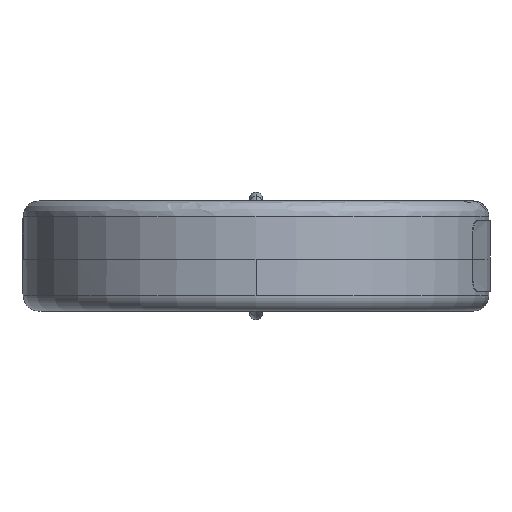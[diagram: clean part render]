
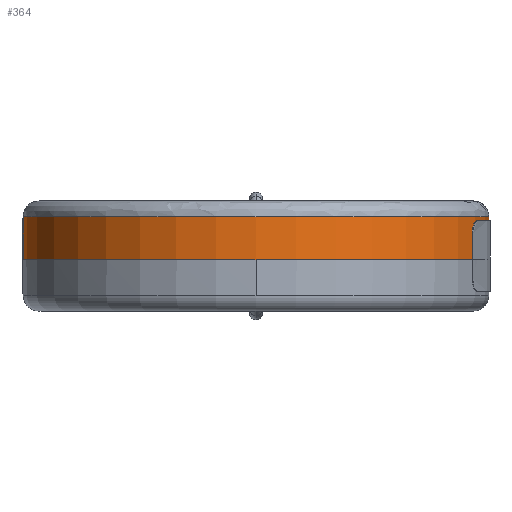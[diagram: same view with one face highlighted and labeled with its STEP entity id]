
A CAD part, front view. The second image highlights one B-rep face of the part: STEP entity #364.
In plain terms, the highlighted cylindrical face has radius 59.034 mm (diameter 118.068 mm), a partial arc.
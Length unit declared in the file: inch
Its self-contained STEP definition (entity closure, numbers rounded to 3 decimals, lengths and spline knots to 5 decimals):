
#13 = CARTESIAN_POINT ( 'NONE',  ( 0., 0., -0.035 ) ) ;
#143 = CARTESIAN_POINT ( 'NONE',  ( -2.32418, 0., 0.55 ) ) ;
#205 = DIRECTION ( 'NONE',  ( 0., 0., -1. ) ) ;
#217 = ORIENTED_EDGE ( 'NONE', *, *, #3049, .T. ) ;
#364 = ADVANCED_FACE ( 'NONE', ( #1101 ), #3983, .T. ) ;
#604 = EDGE_CURVE ( 'NONE', #4012, #4098, #1900, .T. ) ;
#746 = DIRECTION ( 'NONE',  ( -1., 0., 0. ) ) ;
#856 = CARTESIAN_POINT ( 'NONE',  ( 2.32418, 0., 0.39252 ) ) ;
#937 = EDGE_CURVE ( 'NONE', #2609, #4098, #2358, .T. ) ;
#1015 = CARTESIAN_POINT ( 'NONE',  ( -2.32418, 0., -0.035 ) ) ;
#1101 = FACE_OUTER_BOUND ( 'NONE', #1227, .T. ) ;
#1227 = EDGE_LOOP ( 'NONE', ( #2018, #2852, #217, #2209 ) ) ;
#1454 = VECTOR ( 'NONE', #205, 39.37008 ) ;
#1483 = CIRCLE ( 'NONE', #2276, 2.32418 ) ;
#1567 = DIRECTION ( 'NONE',  ( -1., 0., 0. ) ) ;
#1900 = LINE ( 'NONE', #3038, #1454 ) ;
#1996 = DIRECTION ( 'NONE',  ( 0., 0., -1. ) ) ;
#2018 = ORIENTED_EDGE ( 'NONE', *, *, #604, .F. ) ;
#2081 = VECTOR ( 'NONE', #3930, 39.37008 ) ;
#2209 = ORIENTED_EDGE ( 'NONE', *, *, #937, .T. ) ;
#2224 = VERTEX_POINT ( 'NONE', #4024 ) ;
#2276 = AXIS2_PLACEMENT_3D ( 'NONE', #3287, #1996, #746 ) ;
#2358 = CIRCLE ( 'NONE', #3099, 2.32418 ) ;
#2543 = DIRECTION ( 'NONE',  ( 0., 0., 1. ) ) ;
#2609 = VERTEX_POINT ( 'NONE', #1015 ) ;
#2699 = CARTESIAN_POINT ( 'NONE',  ( 0., 0., 0.55 ) ) ;
#2852 = ORIENTED_EDGE ( 'NONE', *, *, #3443, .T. ) ;
#3038 = CARTESIAN_POINT ( 'NONE',  ( 2.32418, 0., 0.55 ) ) ;
#3042 = CARTESIAN_POINT ( 'NONE',  ( 2.32418, 0., -0.035 ) ) ;
#3049 = EDGE_CURVE ( 'NONE', #2224, #2609, #3135, .T. ) ;
#3099 = AXIS2_PLACEMENT_3D ( 'NONE', #13, #2543, #1567 ) ;
#3135 = LINE ( 'NONE', #143, #2081 ) ;
#3287 = CARTESIAN_POINT ( 'NONE',  ( 0., 0., 0.39252 ) ) ;
#3341 = DIRECTION ( 'NONE',  ( -1., 0., 0. ) ) ;
#3388 = AXIS2_PLACEMENT_3D ( 'NONE', #2699, #3645, #3341 ) ;
#3443 = EDGE_CURVE ( 'NONE', #4012, #2224, #1483, .T. ) ;
#3645 = DIRECTION ( 'NONE',  ( 0., 0., -1. ) ) ;
#3930 = DIRECTION ( 'NONE',  ( 0., 0., -1. ) ) ;
#3983 = CYLINDRICAL_SURFACE ( 'NONE', #3388, 2.32418 ) ;
#4012 = VERTEX_POINT ( 'NONE', #856 ) ;
#4024 = CARTESIAN_POINT ( 'NONE',  ( -2.32418, 0., 0.39252 ) ) ;
#4098 = VERTEX_POINT ( 'NONE', #3042 ) ;
